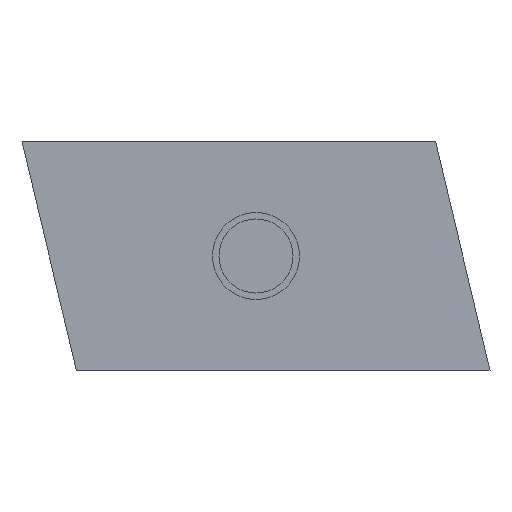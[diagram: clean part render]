
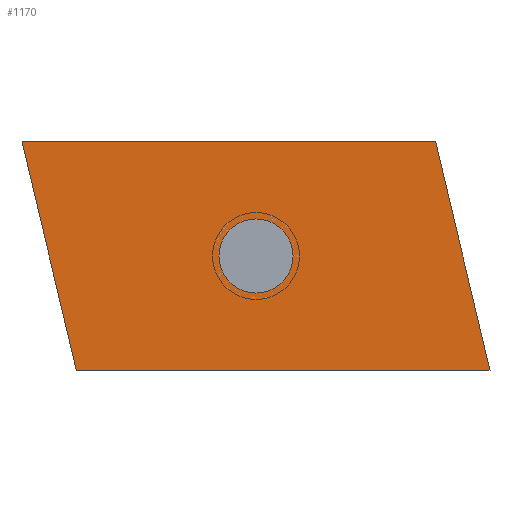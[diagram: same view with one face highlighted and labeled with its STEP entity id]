
A CAD part, front view. The second image highlights one B-rep face of the part: STEP entity #1170.
In plain terms, the highlighted planar face has unit normal (0, -1, 0).
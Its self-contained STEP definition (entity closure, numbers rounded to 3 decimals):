
#12 = VECTOR ( 'NONE', #804, 1000. ) ;
#69 = CARTESIAN_POINT ( 'NONE',  ( -21.5, 0., 10.5 ) ) ;
#77 = ORIENTED_EDGE ( 'NONE', *, *, #265, .F. ) ;
#78 = CARTESIAN_POINT ( 'NONE',  ( 16.5, 0., 10.5 ) ) ;
#95 = DIRECTION ( 'NONE',  ( 0., 0., 1. ) ) ;
#96 = VERTEX_POINT ( 'NONE', #961 ) ;
#109 = CARTESIAN_POINT ( 'NONE',  ( 0., 0., 0. ) ) ;
#111 = DIRECTION ( 'NONE',  ( 1., 0., 0. ) ) ;
#115 = EDGE_CURVE ( 'NONE', #1184, #522, #461, .T. ) ;
#141 = DIRECTION ( 'NONE',  ( -0.232, 0., 0.973 ) ) ;
#144 = CARTESIAN_POINT ( 'NONE',  ( 21.5, 0., -10.5 ) ) ;
#210 = EDGE_LOOP ( 'NONE', ( #906, #704 ) ) ;
#211 = LINE ( 'NONE', #297, #935 ) ;
#240 = DIRECTION ( 'NONE',  ( 0.232, 0., -0.973 ) ) ;
#265 = EDGE_CURVE ( 'NONE', #96, #426, #513, .T. ) ;
#290 = EDGE_CURVE ( 'NONE', #522, #1184, #929, .T. ) ;
#297 = CARTESIAN_POINT ( 'NONE',  ( -21.5, 0., 10.5 ) ) ;
#322 = EDGE_CURVE ( 'NONE', #918, #96, #899, .T. ) ;
#350 = AXIS2_PLACEMENT_3D ( 'NONE', #616, #498, #892 ) ;
#398 = CARTESIAN_POINT ( 'NONE',  ( 0., 0., 3.4 ) ) ;
#408 = CARTESIAN_POINT ( 'NONE',  ( -16.5, 0., -10.5 ) ) ;
#426 = VERTEX_POINT ( 'NONE', #69 ) ;
#428 = AXIS2_PLACEMENT_3D ( 'NONE', #943, #654, #95 ) ;
#461 = CIRCLE ( 'NONE', #877, 3.4 ) ;
#472 = ORIENTED_EDGE ( 'NONE', *, *, #322, .F. ) ;
#474 = VECTOR ( 'NONE', #240, 1000. ) ;
#480 = DIRECTION ( 'NONE',  ( 0., 0., 1. ) ) ;
#493 = ORIENTED_EDGE ( 'NONE', *, *, #835, .F. ) ;
#498 = DIRECTION ( 'NONE',  ( 0., 1., 0. ) ) ;
#513 = LINE ( 'NONE', #724, #730 ) ;
#516 = ORIENTED_EDGE ( 'NONE', *, *, #664, .F. ) ;
#522 = VERTEX_POINT ( 'NONE', #398 ) ;
#616 = CARTESIAN_POINT ( 'NONE',  ( 0., 0., 0. ) ) ;
#645 = CARTESIAN_POINT ( 'NONE',  ( 0., 0., -3.4 ) ) ;
#654 = DIRECTION ( 'NONE',  ( 0., 1., 0. ) ) ;
#660 = FACE_BOUND ( 'NONE', #210, .T. ) ;
#664 = EDGE_CURVE ( 'NONE', #775, #918, #1108, .T. ) ;
#665 = DIRECTION ( 'NONE',  ( 0., 1., 0. ) ) ;
#704 = ORIENTED_EDGE ( 'NONE', *, *, #115, .T. ) ;
#724 = CARTESIAN_POINT ( 'NONE',  ( -16.5, 0., -10.5 ) ) ;
#730 = VECTOR ( 'NONE', #141, 1000. ) ;
#748 = EDGE_LOOP ( 'NONE', ( #77, #472, #516, #493 ) ) ;
#757 = FACE_OUTER_BOUND ( 'NONE', #748, .T. ) ;
#775 = VERTEX_POINT ( 'NONE', #78 ) ;
#804 = DIRECTION ( 'NONE',  ( -1., 0., 0. ) ) ;
#835 = EDGE_CURVE ( 'NONE', #426, #775, #211, .T. ) ;
#877 = AXIS2_PLACEMENT_3D ( 'NONE', #109, #665, #480 ) ;
#889 = CARTESIAN_POINT ( 'NONE',  ( 21.5, 0., -10.5 ) ) ;
#892 = DIRECTION ( 'NONE',  ( 0., 0., 1. ) ) ;
#899 = LINE ( 'NONE', #408, #12 ) ;
#906 = ORIENTED_EDGE ( 'NONE', *, *, #290, .T. ) ;
#918 = VERTEX_POINT ( 'NONE', #889 ) ;
#929 = CIRCLE ( 'NONE', #350, 3.4 ) ;
#935 = VECTOR ( 'NONE', #111, 1000. ) ;
#937 = PLANE ( 'NONE',  #428 ) ;
#943 = CARTESIAN_POINT ( 'NONE',  ( 0., 0., 0. ) ) ;
#961 = CARTESIAN_POINT ( 'NONE',  ( -16.5, 0., -10.5 ) ) ;
#1108 = LINE ( 'NONE', #144, #474 ) ;
#1170 = ADVANCED_FACE ( 'NONE', ( #660, #757 ), #937, .F. ) ;
#1184 = VERTEX_POINT ( 'NONE', #645 ) ;
